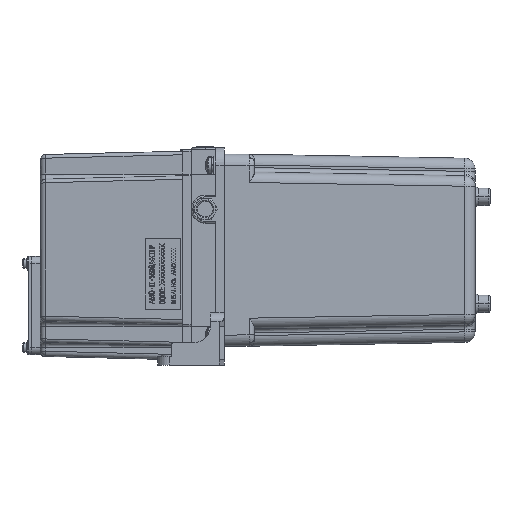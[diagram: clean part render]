
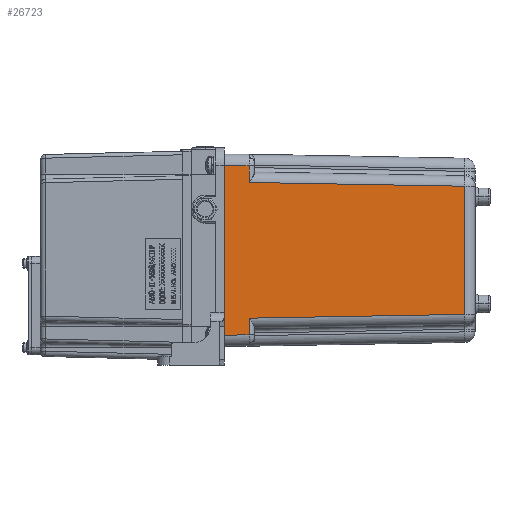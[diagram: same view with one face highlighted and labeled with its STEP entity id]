
A CAD part, left-side view. The second image highlights one B-rep face of the part: STEP entity #26723.
In plain terms, the highlighted planar face has unit normal (-1, -0.018, 0).
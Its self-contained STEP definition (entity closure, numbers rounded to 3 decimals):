
#6 = PLANE ( 'NONE',  #34563 ) ;
#1132 = LINE ( 'NONE', #26644, #26011 ) ;
#1431 = CARTESIAN_POINT ( 'NONE',  ( 2.798, -194.052, -19.797 ) ) ;
#1835 = DIRECTION ( 'NONE',  ( 0., 0., 1. ) ) ;
#2120 = EDGE_CURVE ( 'NONE', #64776, #18127, #3035, .T. ) ;
#2519 = EDGE_CURVE ( 'NONE', #47111, #60759, #4171, .T. ) ;
#3035 = LINE ( 'NONE', #32879, #15498 ) ;
#3473 = CARTESIAN_POINT ( 'NONE',  ( 2.5, -177., -9.999 ) ) ;
#3483 = ORIENTED_EDGE ( 'NONE', *, *, #26841, .T. ) ;
#4159 = ORIENTED_EDGE ( 'NONE', *, *, #2120, .T. ) ;
#4171 = LINE ( 'NONE', #18748, #77622 ) ;
#4341 = CARTESIAN_POINT ( 'NONE',  ( 2.5, -177., -107.001 ) ) ;
#5250 = EDGE_CURVE ( 'NONE', #10425, #31702, #66141, .T. ) ;
#6573 = CARTESIAN_POINT ( 'NONE',  ( 2.798, -194.052, -97.203 ) ) ;
#10178 = DIRECTION ( 'NONE',  ( 0.017, -1., 0.017 ) ) ;
#10425 = VERTEX_POINT ( 'NONE', #35841 ) ;
#12842 = VECTOR ( 'NONE', #10178, 1000. ) ;
#13172 = CARTESIAN_POINT ( 'NONE',  ( 2.798, -194.052, -113.5 ) ) ;
#14619 = EDGE_CURVE ( 'NONE', #42465, #64776, #40327, .T. ) ;
#15498 = VECTOR ( 'NONE', #20393, 1000. ) ;
#16837 = ORIENTED_EDGE ( 'NONE', *, *, #2519, .T. ) ;
#18127 = VERTEX_POINT ( 'NONE', #1431 ) ;
#18209 = ORIENTED_EDGE ( 'NONE', *, *, #68415, .T. ) ;
#18748 = CARTESIAN_POINT ( 'NONE',  ( 2.5, -177., -113.5 ) ) ;
#20393 = DIRECTION ( 'NONE',  ( -0.017, 1., 0.017 ) ) ;
#21337 = ORIENTED_EDGE ( 'NONE', *, *, #30283, .T. ) ;
#22458 = CARTESIAN_POINT ( 'NONE',  ( 2.498, -176.887, -107.003 ) ) ;
#24865 = DIRECTION ( 'NONE',  ( 0., 0., -1. ) ) ;
#26011 = VECTOR ( 'NONE', #26381, 1000. ) ;
#26152 = VECTOR ( 'NONE', #73061, 1000. ) ;
#26381 = DIRECTION ( 'NONE',  ( -0.017, 1., 0.017 ) ) ;
#26644 = CARTESIAN_POINT ( 'NONE',  ( 2.532, -178.806, -10.031 ) ) ;
#26723 = ADVANCED_FACE ( 'NONE', ( #53568 ), #6, .T. ) ;
#26841 = EDGE_CURVE ( 'NONE', #18127, #27537, #35584, .T. ) ;
#27537 = VERTEX_POINT ( 'NONE', #31631 ) ;
#30283 = EDGE_CURVE ( 'NONE', #27537, #47111, #1132, .T. ) ;
#31631 = CARTESIAN_POINT ( 'NONE',  ( 2.798, -194.052, -10.297 ) ) ;
#31702 = VERTEX_POINT ( 'NONE', #6573 ) ;
#32879 = CARTESIAN_POINT ( 'NONE',  ( 2.529, -178.64, -19.528 ) ) ;
#34563 = AXIS2_PLACEMENT_3D ( 'NONE', #74304, #55678, #43124 ) ;
#35584 = LINE ( 'NONE', #50598, #58405 ) ;
#35841 = CARTESIAN_POINT ( 'NONE',  ( 2.798, -194.052, -106.703 ) ) ;
#37797 = CARTESIAN_POINT ( 'NONE',  ( 4.946, -317.105, -95.055 ) ) ;
#38436 = ORIENTED_EDGE ( 'NONE', *, *, #69478, .T. ) ;
#40327 = LINE ( 'NONE', #70804, #68933 ) ;
#40394 = LINE ( 'NONE', #22458, #12842 ) ;
#40890 = CARTESIAN_POINT ( 'NONE',  ( 4.946, -317.105, -21.945 ) ) ;
#41345 = ORIENTED_EDGE ( 'NONE', *, *, #14619, .T. ) ;
#42465 = VERTEX_POINT ( 'NONE', #37797 ) ;
#43124 = DIRECTION ( 'NONE',  ( -0.017, 1., 0. ) ) ;
#43156 = EDGE_LOOP ( 'NONE', ( #38436, #70359, #18209, #41345, #4159, #3483, #21337, #16837 ) ) ;
#44442 = LINE ( 'NONE', #47644, #64505 ) ;
#47111 = VERTEX_POINT ( 'NONE', #3473 ) ;
#47644 = CARTESIAN_POINT ( 'NONE',  ( 2.495, -176.721, -97.506 ) ) ;
#50598 = CARTESIAN_POINT ( 'NONE',  ( 2.798, -194.052, -113.5 ) ) ;
#53568 = FACE_OUTER_BOUND ( 'NONE', #43156, .T. ) ;
#55678 = DIRECTION ( 'NONE',  ( -1., -0.017, 0. ) ) ;
#58405 = VECTOR ( 'NONE', #1835, 1000. ) ;
#60759 = VERTEX_POINT ( 'NONE', #4341 ) ;
#64505 = VECTOR ( 'NONE', #66270, 1000. ) ;
#64776 = VERTEX_POINT ( 'NONE', #40890 ) ;
#66141 = LINE ( 'NONE', #13172, #26152 ) ;
#66270 = DIRECTION ( 'NONE',  ( 0.017, -1., 0.017 ) ) ;
#68415 = EDGE_CURVE ( 'NONE', #31702, #42465, #44442, .T. ) ;
#68933 = VECTOR ( 'NONE', #76906, 1000. ) ;
#69478 = EDGE_CURVE ( 'NONE', #60759, #10425, #40394, .T. ) ;
#70359 = ORIENTED_EDGE ( 'NONE', *, *, #5250, .T. ) ;
#70804 = CARTESIAN_POINT ( 'NONE',  ( 4.946, -317.105, -16.048 ) ) ;
#73061 = DIRECTION ( 'NONE',  ( 0., 0., 1. ) ) ;
#74304 = CARTESIAN_POINT ( 'NONE',  ( 2.5, -177., -113.5 ) ) ;
#76906 = DIRECTION ( 'NONE',  ( 0., 0., 1. ) ) ;
#77622 = VECTOR ( 'NONE', #24865, 1000. ) ;
